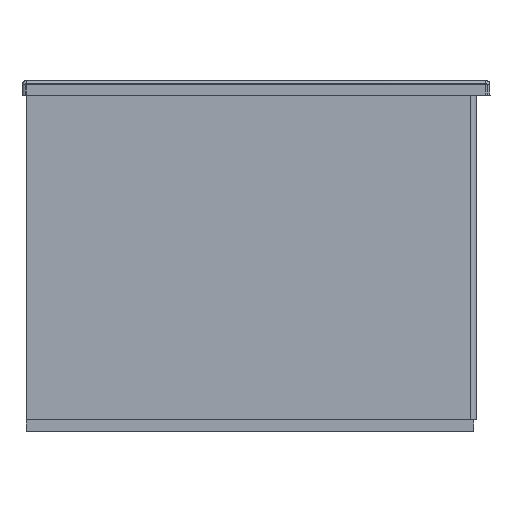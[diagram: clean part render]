
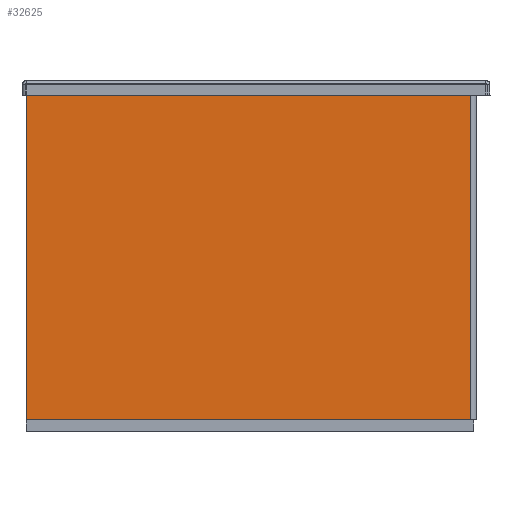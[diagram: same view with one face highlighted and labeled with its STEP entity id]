
A CAD part, left-side view. The second image highlights one B-rep face of the part: STEP entity #32625.
In plain terms, the highlighted planar face has unit normal (-1, 0, 0).
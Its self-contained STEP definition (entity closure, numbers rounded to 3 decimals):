
#32274=CARTESIAN_POINT('',(-223.108,-324.083,575.0));
#32275=VERTEX_POINT('',#32274);
#32283=CARTESIAN_POINT('',(-223.108,-324.083,20.0));
#32284=VERTEX_POINT('',#32283);
#32285=CARTESIAN_POINT('',(-223.108,-324.083,575.0));
#32286=DIRECTION('',(0.0,0.0,-1.0));
#32287=VECTOR('',#32286,555.0);
#32288=LINE('',#32285,#32287);
#32289=EDGE_CURVE('',#32275,#32284,#32288,.T.);
#32346=CARTESIAN_POINT('',(-223.108,435.917,20.0));
#32347=VERTEX_POINT('',#32346);
#32348=CARTESIAN_POINT('',(-223.108,435.917,20.0));
#32349=DIRECTION('',(0.0,-1.0,0.0));
#32350=VECTOR('',#32349,760.0);
#32351=LINE('',#32348,#32350);
#32352=EDGE_CURVE('',#32347,#32284,#32351,.T.);
#32602=CARTESIAN_POINT('',(-223.108,-334.083,0.0));
#32603=DIRECTION('',(-1.0,0.0,0.0));
#32604=DIRECTION('',(0.0,0.0,1.0));
#32605=AXIS2_PLACEMENT_3D('',#32602,#32603,#32604);
#32606=PLANE('',#32605);
#32607=ORIENTED_EDGE('',*,*,#32289,.F.);
#32608=CARTESIAN_POINT('',(-223.108,435.917,575.0));
#32609=VERTEX_POINT('',#32608);
#32610=CARTESIAN_POINT('',(-223.108,-324.083,575.0));
#32611=DIRECTION('',(0.0,1.0,0.0));
#32612=VECTOR('',#32611,760.0);
#32613=LINE('',#32610,#32612);
#32614=EDGE_CURVE('',#32275,#32609,#32613,.T.);
#32615=ORIENTED_EDGE('',*,*,#32614,.T.);
#32616=CARTESIAN_POINT('',(-223.108,435.917,20.0));
#32617=DIRECTION('',(0.0,0.0,1.0));
#32618=VECTOR('',#32617,555.0);
#32619=LINE('',#32616,#32618);
#32620=EDGE_CURVE('',#32347,#32609,#32619,.T.);
#32621=ORIENTED_EDGE('',*,*,#32620,.F.);
#32622=ORIENTED_EDGE('',*,*,#32352,.T.);
#32623=EDGE_LOOP('',(#32607,#32615,#32621,#32622));
#32624=FACE_OUTER_BOUND('',#32623,.T.);
#32625=ADVANCED_FACE('',(#32624),#32606,.T.);
